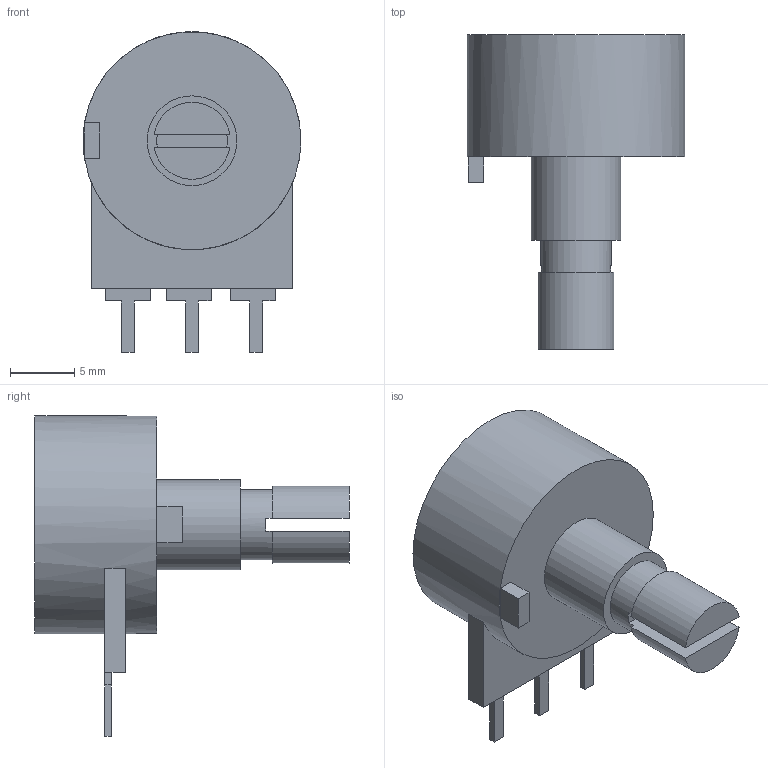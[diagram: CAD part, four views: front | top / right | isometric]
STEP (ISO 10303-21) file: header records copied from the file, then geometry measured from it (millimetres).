
FILE_DESCRIPTION(('FreeCAD Model'),'2;1');
FILE_NAME('Open CASCADE Shape Model','2023-06-23T18:25:31',('Author'),( ''),'Open CASCADE STEP processor 7.6','FreeCAD','Unknown');
FILE_SCHEMA(('AUTOMOTIVE_DESIGN { 1 0 10303 214 1 1 1 1 }'));
Length unit declared in the file: millimetre
Products named in the file (1): Body
Bounding box: 17 x 24.5 x 25 mm (x, y, z)
Volume: 2725.4 mm3; surface area: 1565.5 mm2
Topology: 1 solids, 1 shells, 55 faces, 140 edges, 90 vertices
Faces by surface type: plane 50, cylinder 5
Full cylindrical faces by diameter (mm): 5.5 x1, 7 x1, 17 x1
Entity records: 1656 total; most frequent: CARTESIAN_POINT 286, ORIENTED_EDGE 280, DIRECTION 272, EDGE_CURVE 140, LINE 120, VECTOR 120, VERTEX_POINT 90, AXIS2_PLACEMENT_3D 76
